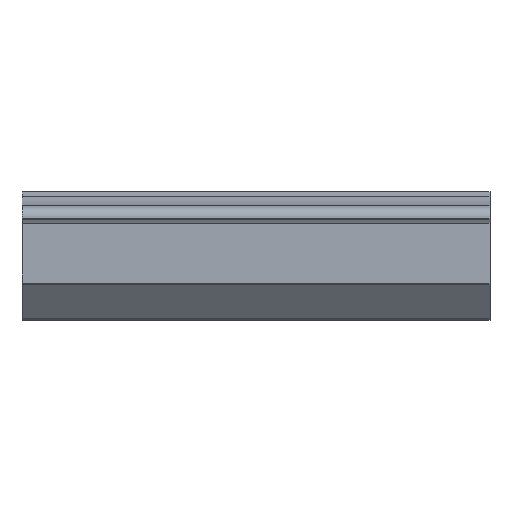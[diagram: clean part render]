
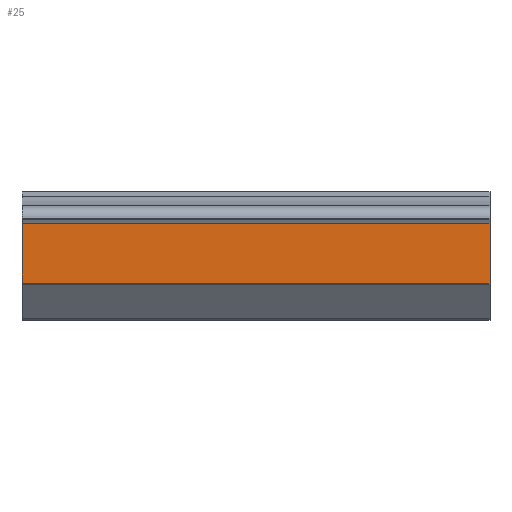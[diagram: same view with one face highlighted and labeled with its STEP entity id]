
A CAD part, left-side view. The second image highlights one B-rep face of the part: STEP entity #25.
In plain terms, the highlighted planar face has unit normal (-1, 0, 0).
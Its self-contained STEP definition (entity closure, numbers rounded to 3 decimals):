
#25 = ADVANCED_FACE ( 'NONE', ( #2058 ), #992, .T. ) ;
#48 = AXIS2_PLACEMENT_3D ( 'NONE', #1039, #977, #976 ) ;
#251 = ORIENTED_EDGE ( 'NONE', *, *, #600, .T. ) ;
#285 = ORIENTED_EDGE ( 'NONE', *, *, #591, .T. ) ;
#401 = ORIENTED_EDGE ( 'NONE', *, *, #616, .T. ) ;
#493 = EDGE_LOOP ( 'NONE', ( #285, #543, #251, #401 ) ) ;
#543 = ORIENTED_EDGE ( 'NONE', *, *, #678, .T. ) ;
#591 = EDGE_CURVE ( 'NONE', #1002, #1022, #1880, .T. ) ;
#600 = EDGE_CURVE ( 'NONE', #1296, #1290, #1866, .T. ) ;
#616 = EDGE_CURVE ( 'NONE', #1290, #1002, #1936, .T. ) ;
#678 = EDGE_CURVE ( 'NONE', #1022, #1296, #1752, .T. ) ;
#976 = DIRECTION ( 'NONE',  ( 0., 0., 1. ) ) ;
#977 = DIRECTION ( 'NONE',  ( -1., 0., 0. ) ) ;
#992 = PLANE ( 'NONE',  #48 ) ;
#1002 = VERTEX_POINT ( 'NONE', #1560 ) ;
#1022 = VERTEX_POINT ( 'NONE', #1550 ) ;
#1039 = CARTESIAN_POINT ( 'NONE',  ( -5.68, 80.002, 11.45 ) ) ;
#1290 = VERTEX_POINT ( 'NONE', #1499 ) ;
#1296 = VERTEX_POINT ( 'NONE', #1495 ) ;
#1347 = DIRECTION ( 'NONE',  ( 0., -1., 0. ) ) ;
#1495 = CARTESIAN_POINT ( 'NONE',  ( -5.68, 80., 16.543 ) ) ;
#1499 = CARTESIAN_POINT ( 'NONE',  ( -5.68, 80., 6.358 ) ) ;
#1550 = CARTESIAN_POINT ( 'NONE',  ( -5.68, 0., 16.543 ) ) ;
#1560 = CARTESIAN_POINT ( 'NONE',  ( -5.68, 0., 6.358 ) ) ;
#1586 = CARTESIAN_POINT ( 'NONE',  ( -5.68, 80.002, 6.358 ) ) ;
#1613 = DIRECTION ( 'NONE',  ( 0., 1., 0. ) ) ;
#1614 = CARTESIAN_POINT ( 'NONE',  ( -5.68, 80.002, 16.543 ) ) ;
#1752 = LINE ( 'NONE', #1614, #1791 ) ;
#1791 = VECTOR ( 'NONE', #1613, 1000. ) ;
#1835 = VECTOR ( 'NONE', #1347, 1000. ) ;
#1842 = VECTOR ( 'NONE', #1966, 1000. ) ;
#1866 = LINE ( 'NONE', #1965, #1842 ) ;
#1880 = LINE ( 'NONE', #1960, #1906 ) ;
#1906 = VECTOR ( 'NONE', #1962, 1000. ) ;
#1936 = LINE ( 'NONE', #1586, #1835 ) ;
#1960 = CARTESIAN_POINT ( 'NONE',  ( -5.68, 0., 11.45 ) ) ;
#1962 = DIRECTION ( 'NONE',  ( 0., 0., 1. ) ) ;
#1965 = CARTESIAN_POINT ( 'NONE',  ( -5.68, 80., 11.45 ) ) ;
#1966 = DIRECTION ( 'NONE',  ( 0., 0., -1. ) ) ;
#2058 = FACE_OUTER_BOUND ( 'NONE', #493, .T. ) ;
